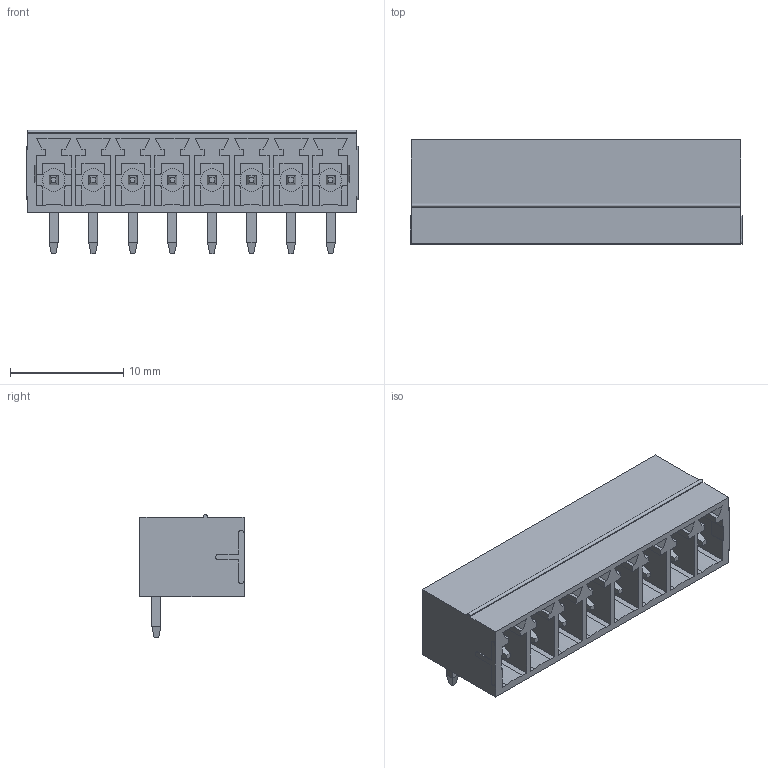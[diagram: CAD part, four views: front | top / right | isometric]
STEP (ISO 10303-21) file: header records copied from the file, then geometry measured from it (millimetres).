
FILE_DESCRIPTION(('FreeCAD Model'),'2;1');
FILE_NAME('8er Phoenix Buchse.step' ,'2017-05-19T16:51:09',('kicad StepUp'),('ksu MCAD'), 'Open CASCADE STEP processor 6.8','FreeCAD','Unknown');
FILE_SCHEMA(('AUTOMOTIVE_DESIGN_CC2 { 1 2 10303 214 -1 1 5 4 }'));
Length unit declared in the file: millimetre
Products named in the file (1): 8er_Phoenix_Buchse
Bounding box: 29.35 x 9.2 x 10.9 mm (x, y, z)
Volume: 898 mm3; surface area: 2859.6 mm2
Topology: 1 solids, 1 shells, 568 faces, 1562 edges, 1020 vertices
Faces by surface type: plane 497, cylinder 71
Full cylindrical faces by diameter (mm): 2 x8
Entity records: 21721 total; most frequent: CARTESIAN_POINT 3151, ORIENTED_EDGE 3124, DIRECTION 2858, EDGE_CURVE 1562, LINE 1404, VECTOR 1404, VERTEX_POINT 1020, AXIS2_PLACEMENT_3D 727
